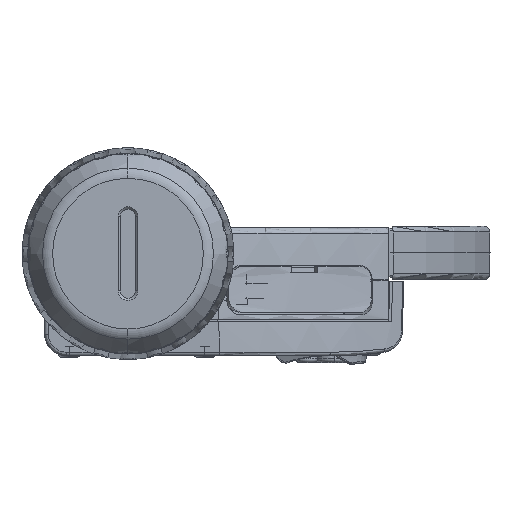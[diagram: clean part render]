
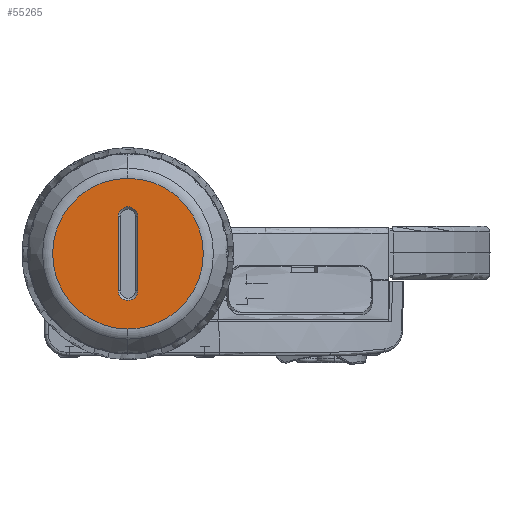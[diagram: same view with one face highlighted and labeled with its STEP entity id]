
A CAD part, left-side view. The second image highlights one B-rep face of the part: STEP entity #55265.
In plain terms, the highlighted face is planar.
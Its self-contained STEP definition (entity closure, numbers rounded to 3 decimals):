
#54746=CARTESIAN_POINT('',(6.5,0.,0.));
#54747=DIRECTION('',(1.,0.,0.));
#54748=DIRECTION('',(0.,0.,-1.));
#54749=AXIS2_PLACEMENT_3D('',#54746,#54747,#54748);
#54751=CARTESIAN_POINT('',(6.5,0.,0.));
#54752=DIRECTION('',(1.,0.,0.));
#54753=DIRECTION('',(0.,0.,1.));
#54754=AXIS2_PLACEMENT_3D('',#54751,#54752,#54753);
#54756=CARTESIAN_POINT('',(6.5,0.,-5.));
#54757=DIRECTION('',(-1.,0.,0.));
#54758=DIRECTION('',(0.,1.,0.));
#54759=AXIS2_PLACEMENT_3D('',#54756,#54757,#54758);
#54761=DIRECTION('',(0.,0.,-1.));
#54762=VECTOR('',#54761,10.);
#54763=CARTESIAN_POINT('',(6.5,1.3,5.));
#54764=LINE('',#54763,#54762);
#54765=CARTESIAN_POINT('',(6.5,0.,5.));
#54766=DIRECTION('',(-1.,0.,0.));
#54767=DIRECTION('',(0.,-1.,0.));
#54768=AXIS2_PLACEMENT_3D('',#54765,#54766,#54767);
#54770=DIRECTION('',(0.,0.,1.));
#54771=VECTOR('',#54770,10.);
#54772=CARTESIAN_POINT('',(6.5,-1.3,
-5.));
#54773=LINE('',#54772,#54771);
#54909=CARTESIAN_POINT('',(6.5,0.,-10.136));
#54910=CARTESIAN_POINT('',(6.5,0.,10.136));
#54911=VERTEX_POINT('',#54909);
#54912=VERTEX_POINT('',#54910);
#54933=CARTESIAN_POINT('',(6.5,1.3,-5.));
#54934=CARTESIAN_POINT('',(6.5,-1.3,-5.));
#54935=VERTEX_POINT('',#54933);
#54936=VERTEX_POINT('',#54934);
#54941=CARTESIAN_POINT('',(6.5,-1.3,
5.));
#54942=VERTEX_POINT('',#54941);
#54945=CARTESIAN_POINT('',(6.5,1.3,5.));
#54946=VERTEX_POINT('',#54945);
#55245=CARTESIAN_POINT('',(6.5,0.,0.));
#55246=DIRECTION('',(1.,0.,0.));
#55247=DIRECTION('',(0.,-1.,0.));
#55248=AXIS2_PLACEMENT_3D('',#55245,#55246,#55247);
#55249=PLANE('',#55248);
#55251=ORIENTED_EDGE('',*,*,#55250,.F.);
#55252=ORIENTED_EDGE('',*,*,#55235,.F.);
#55253=EDGE_LOOP('',(#55251,#55252));
#55254=FACE_OUTER_BOUND('',#55253,.F.);
#55256=ORIENTED_EDGE('',*,*,#55255,.F.);
#55258=ORIENTED_EDGE('',*,*,#55257,.F.);
#55260=ORIENTED_EDGE('',*,*,#55259,.F.);
#55262=ORIENTED_EDGE('',*,*,#55261,.F.);
#55263=EDGE_LOOP('',(#55256,#55258,#55260,#55262));
#55264=FACE_BOUND('',#55263,.F.);
#55265=ADVANCED_FACE('',(#55254,#55264),#55249,.T.);
#54750=CIRCLE('',#54749,10.136);
#54755=CIRCLE('',#54754,10.136);
#54760=CIRCLE('',#54759,1.3);
#54769=CIRCLE('',#54768,1.3);
#55235=EDGE_CURVE('',#54912,#54911,#54755,.T.);
#55250=EDGE_CURVE('',#54911,#54912,#54750,.T.);
#55255=EDGE_CURVE('',#54935,#54936,#54760,.T.);
#55257=EDGE_CURVE('',#54946,#54935,#54764,.T.);
#55259=EDGE_CURVE('',#54942,#54946,#54769,.T.);
#55261=EDGE_CURVE('',#54936,#54942,#54773,.T.);
